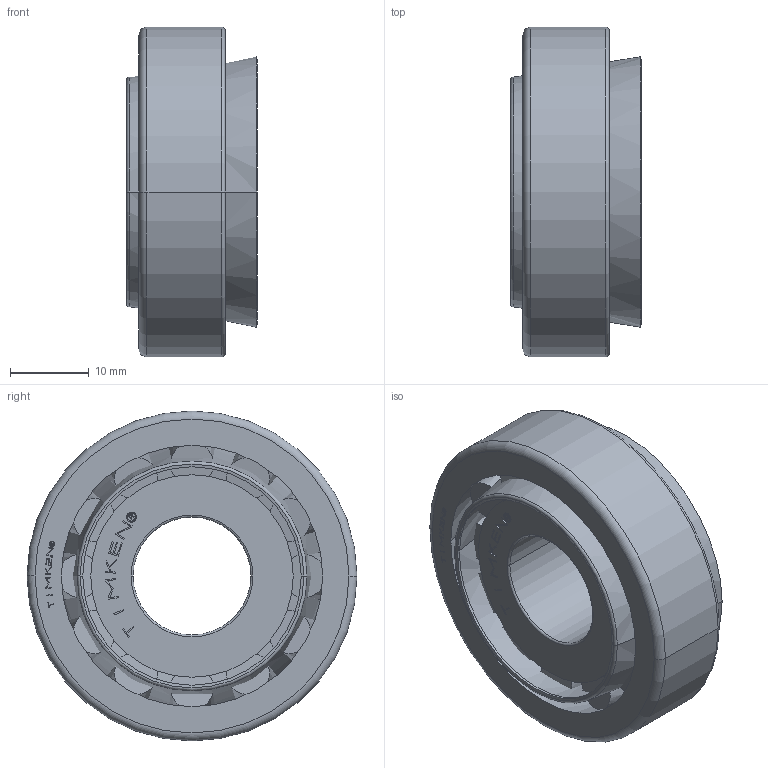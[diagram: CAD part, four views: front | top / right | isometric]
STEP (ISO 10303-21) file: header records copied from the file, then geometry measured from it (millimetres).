
FILE_DESCRIPTION(('starvars output'),'1');
FILE_NAME('30302.stp','19:33:49 2023/12/13',('TraceParts'),(' '),'Spatial InterOp 3D',' ',' ');
FILE_SCHEMA(('AUTOMOTIVE_DESIGN { 1 0 10303 214 3 1 1 }'));
Length unit declared in the file: millimetre
Products named in the file (1): 1
Bounding box: 16.6 x 42 x 42 mm (x, y, z)
Volume: 12016.7 mm3; surface area: 12041.2 mm2
Topology: 15 solids, 15 shells, 446 faces, 1116 edges, 734 vertices
Faces by surface type: plane 352, cone 44, cylinder 40, torus 10
Entity records: 16921 total; most frequent: CARTESIAN_POINT 2311, ORIENTED_EDGE 2232, DIRECTION 2206, EDGE_CURVE 1116, LINE 948, VECTOR 948, VERTEX_POINT 734, AXIS2_PLACEMENT_3D 629
